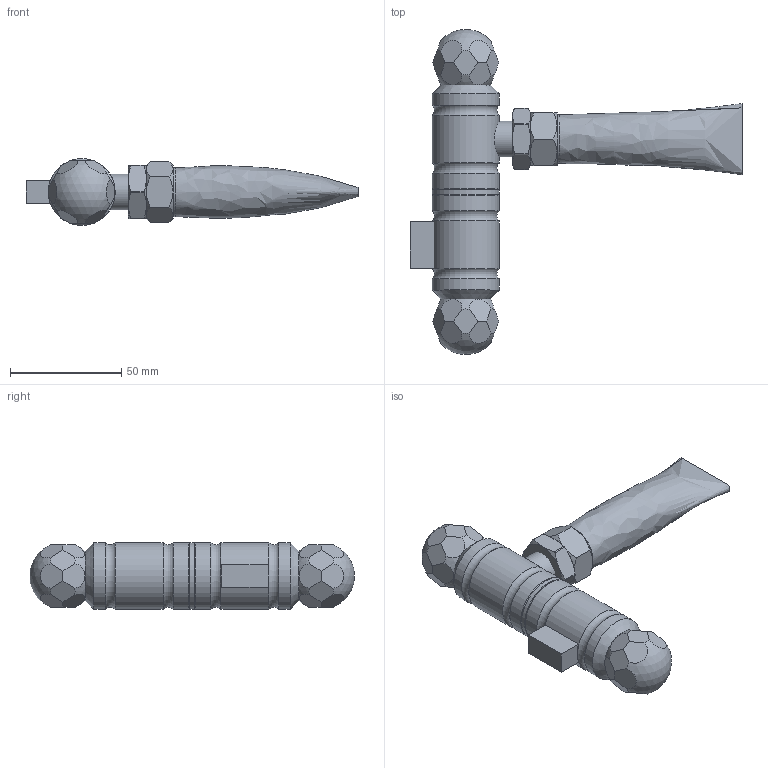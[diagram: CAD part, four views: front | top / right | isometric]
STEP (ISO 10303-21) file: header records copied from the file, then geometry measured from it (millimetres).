
FILE_DESCRIPTION (( 'STEP AP203' ), '1' );
FILE_NAME ('3814.STEP', '2024-08-16T08:54:46', ( '' ), ( '' ), 'SwSTEP 2.0', 'SolidWorks 2018', '' );
FILE_SCHEMA (( 'CONFIG_CONTROL_DESIGN' ));
Length unit declared in the file: millimetre
Products named in the file (6): 3814 Teil1-4_3814 Teil1; 3814 Teil1-4_3814 Teil3; 3814 Teil1-4_3814 Teil4; DIN 936 M8-M24_DIN 936 M16; 3814; 3814 Teil1-4_3814 Teil2
Assembly tree (5 placements, depth 2):
  3814
    3814 Teil1-4_3814 Teil2
    3814 Teil1-4_3814 Teil1
    3814 Teil1-4_3814 Teil3
    3814 Teil1-4_3814 Teil4
    DIN 936 M8-M24_DIN 936 M16
Bounding box: 149 x 145.79 x 30 mm (x, y, z)
Volume: 118732.7 mm3; surface area: 38910.3 mm2
Topology: 5 solids, 5 shells, 372 faces, 975 edges, 638 vertices
Faces by surface type: plane 164, bspline 103, cylinder 38, cone 35, sphere 28, torus 4
Full cylindrical faces by diameter (mm): 14 x2, 16 x2, 16.5 x1, 17 x1, 30 x7
Entity records: 16976 total; most frequent: CARTESIAN_POINT 7942, ORIENTED_EDGE 1868, DIRECTION 1493, EDGE_CURVE 934, VERTEX_POINT 631, AXIS2_PLACEMENT_3D 553, EDGE_LOOP 437, FACE_OUTER_BOUND 395
